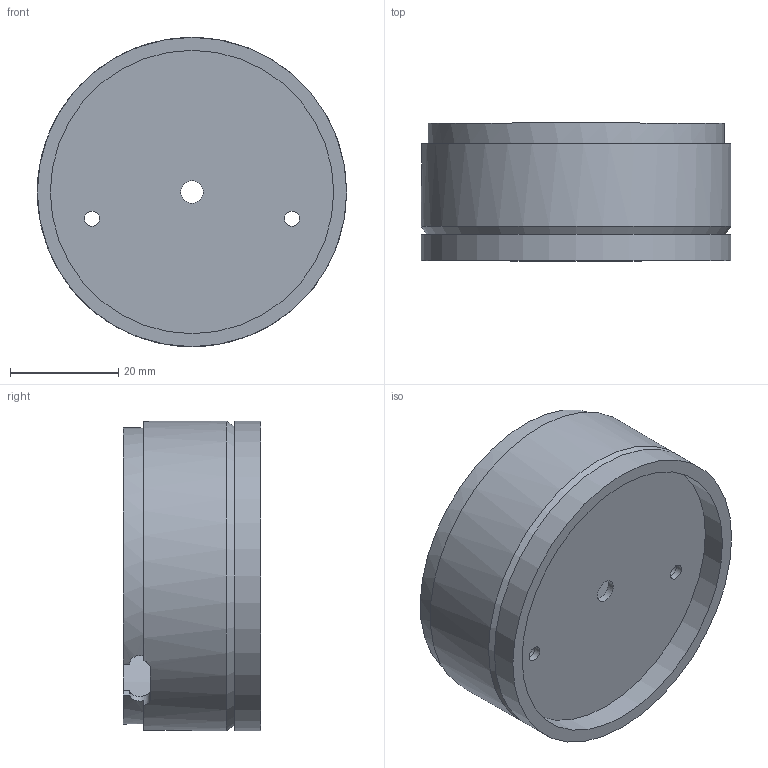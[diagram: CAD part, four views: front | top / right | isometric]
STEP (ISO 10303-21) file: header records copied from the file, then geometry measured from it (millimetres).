
FILE_DESCRIPTION(('FreeCAD Model'),'2;1');
FILE_NAME('Open CASCADE Shape Model','2023-09-30T20:49:48',(''),(''), 'Open CASCADE STEP processor 7.6','FreeCAD','Unknown');
FILE_SCHEMA(('AUTOMOTIVE_DESIGN { 1 0 10303 214 1 1 1 1 }'));
Length unit declared in the file: millimetre
Products named in the file (1): Face Body
Bounding box: 57.15 x 25.4 x 57.15 mm (x, y, z)
Volume: 13591.9 mm3; surface area: 14654.3 mm2
Topology: 1 solids, 1 shells, 37 faces, 90 edges, 59 vertices
Faces by surface type: cylinder 19, plane 15, cone 3
Full cylindrical faces by diameter (mm): 2.8 x4, 4.191 x1, 7.112 x2, 52.324 x2, 57.15 x2
Entity records: 2682 total; most frequent: CARTESIAN_POINT 823, DIRECTION 356, ORIENTED_EDGE 180, PCURVE 180, DEFINITIONAL_REPRESENTATION 180, LINE 157, VECTOR 157, EDGE_CURVE 90
